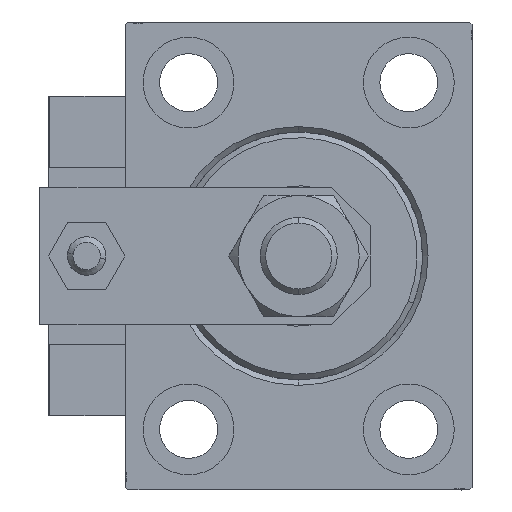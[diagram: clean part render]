
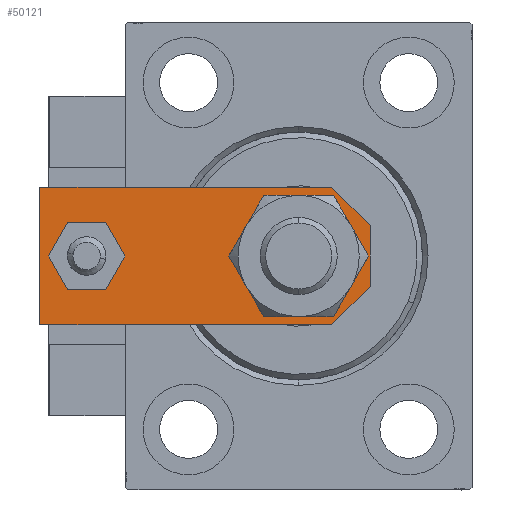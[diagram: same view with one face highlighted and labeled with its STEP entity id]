
A CAD part, left-side view. The second image highlights one B-rep face of the part: STEP entity #50121.
In plain terms, the highlighted face is planar.
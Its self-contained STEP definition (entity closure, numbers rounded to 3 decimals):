
#79 = DIRECTION ( 'NONE',  ( 0., 0., 1. ) ) ;
#792 = EDGE_CURVE ( 'NONE', #43518, #44924, #13036, .T. ) ;
#1341 = VERTEX_POINT ( 'NONE', #36314 ) ;
#1557 = VECTOR ( 'NONE', #7092, 1000. ) ;
#2340 = EDGE_LOOP ( 'NONE', ( #9171, #7761 ) ) ;
#2710 = EDGE_CURVE ( 'NONE', #38884, #1341, #45409, .T. ) ;
#4465 = VECTOR ( 'NONE', #9197, 1000. ) ;
#5237 = VECTOR ( 'NONE', #22018, 1000. ) ;
#5518 = LINE ( 'NONE', #13180, #31578 ) ;
#6128 = DIRECTION ( 'NONE',  ( 0., 0., 1. ) ) ;
#6393 = DIRECTION ( 'NONE',  ( 0., 0., 1. ) ) ;
#6962 = DIRECTION ( 'NONE',  ( 1., 0., 0. ) ) ;
#7092 = DIRECTION ( 'NONE',  ( 0., -1., 0. ) ) ;
#7174 = DIRECTION ( 'NONE',  ( 1., 0., 0. ) ) ;
#7761 = ORIENTED_EDGE ( 'NONE', *, *, #24662, .F. ) ;
#7904 = ORIENTED_EDGE ( 'NONE', *, *, #10427, .T. ) ;
#9171 = ORIENTED_EDGE ( 'NONE', *, *, #48814, .F. ) ;
#9197 = DIRECTION ( 'NONE',  ( 0., 1., 0. ) ) ;
#10162 = VERTEX_POINT ( 'NONE', #28258 ) ;
#10427 = EDGE_CURVE ( 'NONE', #18106, #49865, #5518, .T. ) ;
#11711 = VECTOR ( 'NONE', #49460, 1000. ) ;
#12085 = CARTESIAN_POINT ( 'NONE',  ( -4., 51.5, 6. ) ) ;
#12124 = LINE ( 'NONE', #32218, #33981 ) ;
#12823 = CARTESIAN_POINT ( 'NONE',  ( -12.5, 60., 6. ) ) ;
#13036 = CIRCLE ( 'NONE', #20641, 8.25 ) ;
#13180 = CARTESIAN_POINT ( 'NONE',  ( -2.75, -2.75, 6. ) ) ;
#13282 = PLANE ( 'NONE',  #33277 ) ;
#13533 = DIRECTION ( 'NONE',  ( 1., 0., 0. ) ) ;
#13537 = FACE_OUTER_BOUND ( 'NONE', #40303, .T. ) ;
#15952 = AXIS2_PLACEMENT_3D ( 'NONE', #23301, #6393, #7174 ) ;
#16492 = AXIS2_PLACEMENT_3D ( 'NONE', #46561, #6128, #13533 ) ;
#17641 = CARTESIAN_POINT ( 'NONE',  ( 12.5, 0., 6. ) ) ;
#17792 = LINE ( 'NONE', #25744, #5237 ) ;
#18106 = VERTEX_POINT ( 'NONE', #34091 ) ;
#20641 = AXIS2_PLACEMENT_3D ( 'NONE', #51710, #23672, #38991 ) ;
#22018 = DIRECTION ( 'NONE',  ( -1., 0., 0. ) ) ;
#23034 = CARTESIAN_POINT ( 'NONE',  ( -8.25, 13., 6. ) ) ;
#23222 = CARTESIAN_POINT ( 'NONE',  ( -12.5, 60., 6. ) ) ;
#23301 = CARTESIAN_POINT ( 'NONE',  ( 0., 51.5, 6. ) ) ;
#23672 = DIRECTION ( 'NONE',  ( 0., 0., 1. ) ) ;
#23699 = EDGE_CURVE ( 'NONE', #24060, #18106, #23744, .T. ) ;
#23744 = LINE ( 'NONE', #23222, #1557 ) ;
#23793 = CARTESIAN_POINT ( 'NONE',  ( 12.5, 7., 6. ) ) ;
#24060 = VERTEX_POINT ( 'NONE', #12823 ) ;
#24662 = EDGE_CURVE ( 'NONE', #10162, #44841, #31983, .T. ) ;
#24895 = EDGE_CURVE ( 'NONE', #31130, #38884, #33329, .T. ) ;
#25143 = CARTESIAN_POINT ( 'NONE',  ( 2.75, -2.75, 6. ) ) ;
#25202 = FACE_BOUND ( 'NONE', #29876, .T. ) ;
#25744 = CARTESIAN_POINT ( 'NONE',  ( 12.5, 60., 6. ) ) ;
#26129 = ORIENTED_EDGE ( 'NONE', *, *, #792, .F. ) ;
#26992 = ORIENTED_EDGE ( 'NONE', *, *, #23699, .T. ) ;
#27326 = CARTESIAN_POINT ( 'NONE',  ( -5.5, 0., 6. ) ) ;
#28258 = CARTESIAN_POINT ( 'NONE',  ( 4., 51.5, 6. ) ) ;
#29332 = DIRECTION ( 'NONE',  ( 0.707, -0.707, 0. ) ) ;
#29876 = EDGE_LOOP ( 'NONE', ( #26129, #42549 ) ) ;
#30982 = ORIENTED_EDGE ( 'NONE', *, *, #42700, .T. ) ;
#31130 = VERTEX_POINT ( 'NONE', #44816 ) ;
#31578 = VECTOR ( 'NONE', #29332, 1000. ) ;
#31983 = CIRCLE ( 'NONE', #15952, 4. ) ;
#32218 = CARTESIAN_POINT ( 'NONE',  ( -12.5, 0., 6. ) ) ;
#33277 = AXIS2_PLACEMENT_3D ( 'NONE', #41557, #33640, #49776 ) ;
#33329 = LINE ( 'NONE', #25143, #11711 ) ;
#33640 = DIRECTION ( 'NONE',  ( 0., 0., 1. ) ) ;
#33980 = ORIENTED_EDGE ( 'NONE', *, *, #2710, .T. ) ;
#33981 = VECTOR ( 'NONE', #48341, 1000. ) ;
#34091 = CARTESIAN_POINT ( 'NONE',  ( -12.5, 7., 6. ) ) ;
#34101 = CIRCLE ( 'NONE', #47607, 4. ) ;
#34244 = CARTESIAN_POINT ( 'NONE',  ( 8.25, 13., 6. ) ) ;
#35035 = ORIENTED_EDGE ( 'NONE', *, *, #24895, .T. ) ;
#36314 = CARTESIAN_POINT ( 'NONE',  ( 12.5, 60., 6. ) ) ;
#38884 = VERTEX_POINT ( 'NONE', #23793 ) ;
#38991 = DIRECTION ( 'NONE',  ( 1., 0., 0. ) ) ;
#39464 = CARTESIAN_POINT ( 'NONE',  ( 0., 51.5, 6. ) ) ;
#40303 = EDGE_LOOP ( 'NONE', ( #26992, #7904, #30982, #35035, #33980, #43652 ) ) ;
#41557 = CARTESIAN_POINT ( 'NONE',  ( 0., 0., 6. ) ) ;
#42549 = ORIENTED_EDGE ( 'NONE', *, *, #52169, .F. ) ;
#42700 = EDGE_CURVE ( 'NONE', #49865, #31130, #12124, .T. ) ;
#43518 = VERTEX_POINT ( 'NONE', #23034 ) ;
#43652 = ORIENTED_EDGE ( 'NONE', *, *, #45293, .T. ) ;
#44816 = CARTESIAN_POINT ( 'NONE',  ( 5.5, 0., 6. ) ) ;
#44841 = VERTEX_POINT ( 'NONE', #12085 ) ;
#44924 = VERTEX_POINT ( 'NONE', #34244 ) ;
#45293 = EDGE_CURVE ( 'NONE', #1341, #24060, #17792, .T. ) ;
#45409 = LINE ( 'NONE', #17641, #4465 ) ;
#46561 = CARTESIAN_POINT ( 'NONE',  ( 0., 13., 6. ) ) ;
#47607 = AXIS2_PLACEMENT_3D ( 'NONE', #39464, #79, #6962 ) ;
#48341 = DIRECTION ( 'NONE',  ( 1., 0., 0. ) ) ;
#48814 = EDGE_CURVE ( 'NONE', #44841, #10162, #34101, .T. ) ;
#49460 = DIRECTION ( 'NONE',  ( 0.707, 0.707, 0. ) ) ;
#49519 = FACE_BOUND ( 'NONE', #2340, .T. ) ;
#49776 = DIRECTION ( 'NONE',  ( 1., 0., 0. ) ) ;
#49865 = VERTEX_POINT ( 'NONE', #27326 ) ;
#50121 = ADVANCED_FACE ( 'NONE', ( #49519, #13537, #25202 ), #13282, .T. ) ;
#51710 = CARTESIAN_POINT ( 'NONE',  ( 0., 13., 6. ) ) ;
#51968 = CIRCLE ( 'NONE', #16492, 8.25 ) ;
#52169 = EDGE_CURVE ( 'NONE', #44924, #43518, #51968, .T. ) ;
